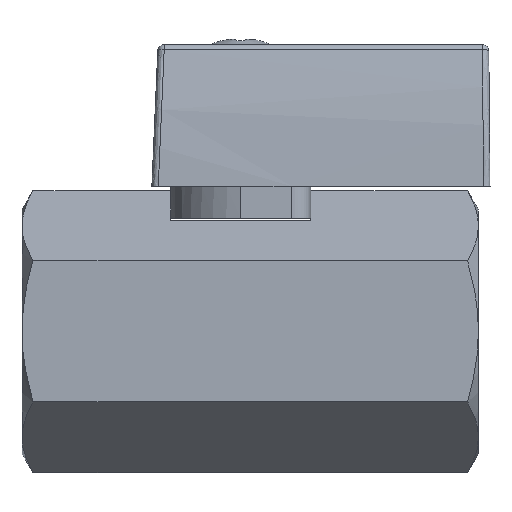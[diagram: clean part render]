
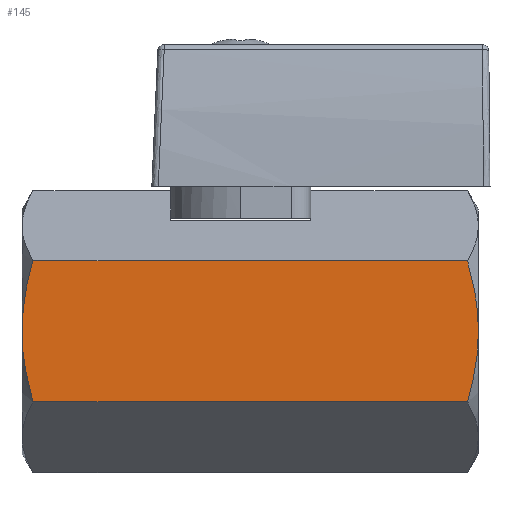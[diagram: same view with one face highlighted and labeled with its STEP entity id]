
A CAD part, top view. The second image highlights one B-rep face of the part: STEP entity #145.
In plain terms, the highlighted planar face has unit normal (0, 0, 1).
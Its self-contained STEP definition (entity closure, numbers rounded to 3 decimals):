
#145 = ADVANCED_FACE ( 'NONE', ( #4471 ), #5119, .F. ) ;
#484 = CARTESIAN_POINT ( 'NONE',  ( 18.5, 5.485, 9.5 ) ) ;
#485 = DIRECTION ( 'NONE',  ( -1., 0., 0. ) ) ;
#888 = CARTESIAN_POINT ( 'NONE',  ( 17.651, 5.485, 9.5 ) ) ;
#893 = CARTESIAN_POINT ( 'NONE',  ( 18.5, 0., 9.5 ) ) ;
#894 = CARTESIAN_POINT ( 'NONE',  ( 17.651, -5.485, 9.5 ) ) ;
#915 = CARTESIAN_POINT ( 'NONE',  ( -16.151, 5.485, 9.5 ) ) ;
#933 = CARTESIAN_POINT ( 'NONE',  ( -16.151, -5.485, 9.5 ) ) ;
#983 = CARTESIAN_POINT ( 'NONE',  ( -17., 0., 9.5 ) ) ;
#1413 = CARTESIAN_POINT ( 'NONE',  ( 18.5, -5.485, 9.5 ) ) ;
#1414 = DIRECTION ( 'NONE',  ( -1., 0., 0. ) ) ;
#1488 = CARTESIAN_POINT ( 'NONE',  ( 17.651, 5.485, 9.5 ) ) ;
#1489 = CARTESIAN_POINT ( 'NONE',  ( 17.908, 4.598, 9.5 ) ) ;
#1490 = CARTESIAN_POINT ( 'NONE',  ( 18.121, 3.699, 9.5 ) ) ;
#1491 = CARTESIAN_POINT ( 'NONE',  ( 18.418, 1.868, 9.5 ) ) ;
#1492 = CARTESIAN_POINT ( 'NONE',  ( 18.5, 0.928, 9.5 ) ) ;
#1493 = CARTESIAN_POINT ( 'NONE',  ( 18.5, 0., 9.5 ) ) ;
#1496 = CARTESIAN_POINT ( 'NONE',  ( 18.5, 0., 9.5 ) ) ;
#1497 = CARTESIAN_POINT ( 'NONE',  ( 18.5, -0.927, 9.5 ) ) ;
#1498 = CARTESIAN_POINT ( 'NONE',  ( 18.42, -1.848, 9.5 ) ) ;
#1499 = CARTESIAN_POINT ( 'NONE',  ( 18.125, -3.679, 9.5 ) ) ;
#1500 = CARTESIAN_POINT ( 'NONE',  ( 17.909, -4.592, 9.5 ) ) ;
#1501 = CARTESIAN_POINT ( 'NONE',  ( 17.651, -5.485, 9.5 ) ) ;
#1723 = CARTESIAN_POINT ( 'NONE',  ( -17., 0., 9.5 ) ) ;
#1724 = CARTESIAN_POINT ( 'NONE',  ( -17., 0.928, 9.5 ) ) ;
#1725 = CARTESIAN_POINT ( 'NONE',  ( -16.918, 1.868, 9.5 ) ) ;
#1726 = CARTESIAN_POINT ( 'NONE',  ( -16.621, 3.699, 9.5 ) ) ;
#1727 = CARTESIAN_POINT ( 'NONE',  ( -16.408, 4.598, 9.5 ) ) ;
#1728 = CARTESIAN_POINT ( 'NONE',  ( -16.151, 5.485, 9.5 ) ) ;
#1746 = CARTESIAN_POINT ( 'NONE',  ( -16.151, -5.485, 9.5 ) ) ;
#1747 = CARTESIAN_POINT ( 'NONE',  ( -16.409, -4.592, 9.5 ) ) ;
#1748 = CARTESIAN_POINT ( 'NONE',  ( -16.625, -3.679, 9.5 ) ) ;
#1749 = CARTESIAN_POINT ( 'NONE',  ( -16.92, -1.848, 9.5 ) ) ;
#1750 = CARTESIAN_POINT ( 'NONE',  ( -17., -0.927, 9.5 ) ) ;
#1751 = CARTESIAN_POINT ( 'NONE',  ( -17., 0., 9.5 ) ) ;
#1980 = VECTOR ( 'NONE', #485, 1000. ) ;
#2160 = VECTOR ( 'NONE', #1414, 1000. ) ;
#2301 = AXIS2_PLACEMENT_3D ( 'NONE', #5120, #5121, #5122 ) ;
#2897 = ORIENTED_EDGE ( 'NONE', *, *, #5659, .F. ) ;
#3145 = EDGE_LOOP ( 'NONE', ( #3171, #3181, #3169, #3179, #3176, #2897 ) ) ;
#3169 = ORIENTED_EDGE ( 'NONE', *, *, #5571, .F. ) ;
#3171 = ORIENTED_EDGE ( 'NONE', *, *, #5666, .F. ) ;
#3176 = ORIENTED_EDGE ( 'NONE', *, *, #5758, .T. ) ;
#3179 = ORIENTED_EDGE ( 'NONE', *, *, #5569, .F. ) ;
#3181 = ORIENTED_EDGE ( 'NONE', *, *, #5544, .F. ) ;
#3446 = LINE ( 'NONE', #484, #1980 ) ;
#3506 = LINE ( 'NONE', #1413, #2160 ) ;
#3601 = VERTEX_POINT ( 'NONE', #888 ) ;
#3611 = VERTEX_POINT ( 'NONE', #893 ) ;
#3612 = VERTEX_POINT ( 'NONE', #894 ) ;
#3648 = VERTEX_POINT ( 'NONE', #915 ) ;
#3679 = VERTEX_POINT ( 'NONE', #933 ) ;
#3778 = VERTEX_POINT ( 'NONE', #983 ) ;
#4471 = FACE_OUTER_BOUND ( 'NONE', #3145, .T. ) ;
#4692 = B_SPLINE_CURVE_WITH_KNOTS ( 'NONE', 3,
 ( #1746, #1747, #1748, #1749, #1750, #1751 ),
 .UNSPECIFIED., .F., .F.,
 ( 4, 2, 4 ),
 ( 0.01, 0.013, 0.015 ),
 .UNSPECIFIED. ) ;
#4694 = B_SPLINE_CURVE_WITH_KNOTS ( 'NONE', 3,
 ( #1723, #1724, #1725, #1726, #1727, #1728 ),
 .UNSPECIFIED., .F., .F.,
 ( 4, 2, 4 ),
 ( 0.015, 0.018, 0.021 ),
 .UNSPECIFIED. ) ;
#4696 = B_SPLINE_CURVE_WITH_KNOTS ( 'NONE', 3,
 ( #1496, #1497, #1498, #1499, #1500, #1501 ),
 .UNSPECIFIED., .F., .F.,
 ( 4, 2, 4 ),
 ( 0.03, 0.033, 0.035 ),
 .UNSPECIFIED. ) ;
#4697 = B_SPLINE_CURVE_WITH_KNOTS ( 'NONE', 3,
 ( #1488, #1489, #1490, #1491, #1492, #1493 ),
 .UNSPECIFIED., .F., .F.,
 ( 4, 2, 4 ),
 ( 0.024, 0.027, 0.03 ),
 .UNSPECIFIED. ) ;
#5119 = PLANE ( 'NONE',  #2301 ) ;
#5120 = CARTESIAN_POINT ( 'NONE',  ( 18.5, 5.485, 9.5 ) ) ;
#5121 = DIRECTION ( 'NONE',  ( 0., 0., -1. ) ) ;
#5122 = DIRECTION ( 'NONE',  ( 0., 1., 0. ) ) ;
#5544 = EDGE_CURVE ( 'NONE', #3612, #3679, #3506, .T. ) ;
#5569 = EDGE_CURVE ( 'NONE', #3601, #3611, #4697, .T. ) ;
#5571 = EDGE_CURVE ( 'NONE', #3611, #3612, #4696, .T. ) ;
#5659 = EDGE_CURVE ( 'NONE', #3778, #3648, #4694, .T. ) ;
#5666 = EDGE_CURVE ( 'NONE', #3679, #3778, #4692, .T. ) ;
#5758 = EDGE_CURVE ( 'NONE', #3601, #3648, #3446, .T. ) ;
